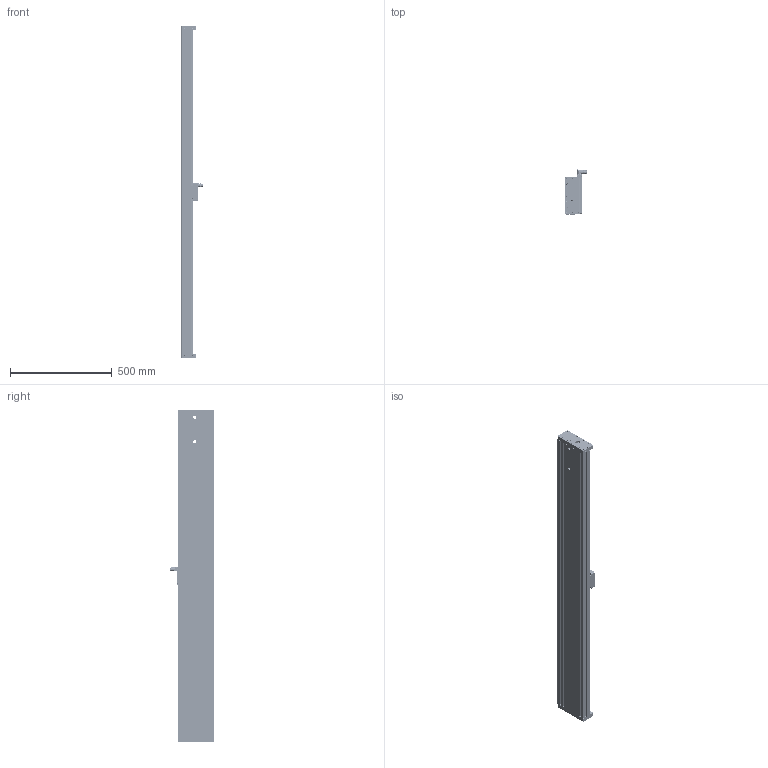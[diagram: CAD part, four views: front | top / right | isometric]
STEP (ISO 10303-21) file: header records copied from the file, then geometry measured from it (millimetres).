
FILE_DESCRIPTION (( 'STEP AP214' ), '1' );
FILE_NAME ('0186-1528_250521_EM01-37-1630_1495_1CE37Sx60-HP-BE01-MD02-R.STEP', '2025-05-21T13:28:19', ( '' ), ( '' ), 'SwSTEP 2.0', 'SolidWorks 2024', '' );
FILE_SCHEMA (( 'AUTOMOTIVE_DESIGN' ));
Length unit declared in the file: millimetre
Products named in the file (35): 0180-3475_EM01k-37S-AH; 0230-0037_Zyl.-Schr._i-6kt_M6x30_8.8_v-b; 0160-0078_ES01k-37Sx1590_ES01k-37Sx1590; 0180-2286_E01k-37Sx60-APF-M; 0160-0844_Lins.-Schr_I-6rd_M2.5x8_INOX; 0230-0433_LLTHC 15 U-T0 P5; 0160-4619_LR01-15x1588; Kabel_litze E01-37Sx60_R_Rechts; 0230-0320_Zyl.-Schr_I-6kt_n-K_M8x25_8.8_v-b; 0180-2285_E01k-37Sx60-APF-W; 0180-3476_EM01k-37S-AV; 0186-0809_PL01-20x1605!1560-HP-PF_PL01-20x1605!1560-HP-PF; 0150-2189_Hammermutter N8!M4; 0230-0306_Zyl.-Stift_10x70_STAHL-GH; 0150-3128_MC01-Rw!m_FUSS; 0230-0041_zyl.-schr._i-6kt_M4x16_8.8_v-b; MC01-Rw!m_fuss_Fuss; 0230-0205_zyl.-schr._i-6kt_M5x45_8.8_v-b; 0230-0168_Zyl.-Schr_I-6kt_n-K_M8x16_8.8_v-b; 0150-4722_K05-R!N-0.18-FWK_-90; 0160-0806_Kugelscheibe_M8 x17x 8.4_Stahl; 0230-0304_DF_0.9xDm13_5x25_9_55-6-1-Durovis; 0230-0120_Linearkugellager_LBBR10_2LS; Litze37S-links; 0186-1750_EM01-37-1630; 0230-0791_Zyl.-schr_i-6kt_M4x18_12.9_schwarz; 0186-0331_PS01-37Sx60-L; 0230-0175_Pass.-Scheibe_ 10x16x1; 0230-1151_O-Ring 19.00x3.5_NBR70_schwarz; 0186-1528_250521_EM01-37-1630_1495_1CE37Sx60-HP-BE01-MD02-R; Stecker_MiniFit_4p; 112739-7; Stecker_picospox_5_f-litze_Standard F; 0186-1530_CE37Sx60-HP-BE01-MD02-R; 0230-0231_Zyl.-Stift_5x20_STAHL-GH
Assembly tree (166 placements, depth 5):
  0186-1528_250521_EM01-37-1630_1495_1CE37Sx60-HP-BE01-MD02-R
    0186-1750_EM01-37-1630
      0160-0078_ES01k-37Sx1590_ES01k-37Sx1590
      0180-3476_EM01k-37S-AV
      0180-3475_EM01k-37S-AH
      0230-0037_Zyl.-Schr._i-6kt_M6x30_8.8_v-b  x10
      0230-0320_Zyl.-Schr_I-6kt_n-K_M8x25_8.8_v-b
      0160-0806_Kugelscheibe_M8 x17x 8.4_Stahl  x2
      0230-0231_Zyl.-Stift_5x20_STAHL-GH  x4
      0160-4619_LR01-15x1588  x2
      0186-0809_PL01-20x1605!1560-HP-PF_PL01-20x1605!1560-HP-PF
      0230-0041_zyl.-schr._i-6kt_M4x16_8.8_v-b  x54
      0150-2189_Hammermutter N8!M4  x54
      0230-1151_O-Ring 19.00x3.5_NBR70_schwarz
      0230-0168_Zyl.-Schr_I-6kt_n-K_M8x16_8.8_v-b
    0186-1530_CE37Sx60-HP-BE01-MD02-R
      0180-2285_E01k-37Sx60-APF-W
      0230-0433_LLTHC 15 U-T0 P5  x2
      0230-0120_Linearkugellager_LBBR10_2LS
      0230-0175_Pass.-Scheibe_ 10x16x1
      0230-0304_DF_0.9xDm13_5x25_9_55-6-1-Durovis
      0230-0306_Zyl.-Stift_10x70_STAHL-GH
      0230-0791_Zyl.-schr_i-6kt_M4x18_12.9_schwarz  x8
      0230-0205_zyl.-schr._i-6kt_M5x45_8.8_v-b  x2
      0150-4722_K05-R!N-0.18-FWK_-90
        0160-0844_Lins.-Schr_I-6rd_M2.5x8_INOX  x4
        Kabel_litze E01-37Sx60_R_Rechts
          Litze37S-links
          Stecker_MiniFit_4p
          Stecker_picospox_5_f-litze_Standard F
        0150-3128_MC01-Rw!m_FUSS
          112739-7
          MC01-Rw!m_fuss_Fuss
      0180-2286_E01k-37Sx60-APF-M
      0186-0331_PS01-37Sx60-L
Bounding box: 105.28 x 219.85 x 1630 mm (x, y, z)
Volume: 8034246 mm3; surface area: 2107305.4 mm2
Topology: 175 solids, 179 shells, 12911 faces, 30148 edges, 17823 vertices
Faces by surface type: plane 4522, cone 3931, cylinder 3459, bspline 767, torus 219, sphere 13
Full cylindrical faces by diameter (mm): 0.5 x5, 0.6 x5, 1 x4, 1.1 x5, 2.05 x6, 2.1 x4, 2.4 x2, 2.5 x1, 2.7 x8, 3.2 x3, 3.3 x66, 4 x1334, 4.2 x2, 4.3 x8, 4.5 x54, 4.8 x1, 5 x135, 5.4 x2, 5.5 x2, 6 x280, 6.4 x10, 6.6 x6, 6.8 x2, 7 x64, 7.5 x54, 8 x37, 8.4 x2, 8.5 x2, 9 x5, 10 x15
Entity records: 173254 total; most frequent: CARTESIAN_POINT 61253, ORIENTED_EDGE 20322, DIRECTION 18446, EDGE_CURVE 10161, VERTEX_POINT 6864, AXIS2_PLACEMENT_3D 6361, LINE 5724, VECTOR 5724
